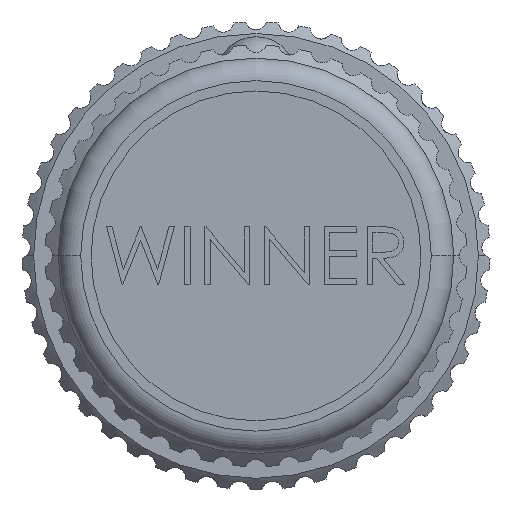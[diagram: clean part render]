
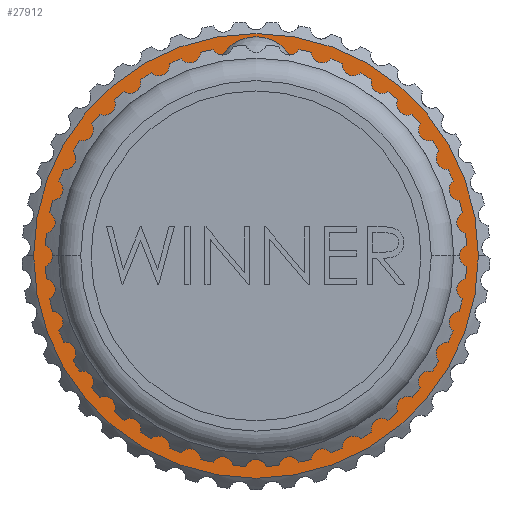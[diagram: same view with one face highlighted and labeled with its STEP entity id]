
A CAD part, left-side view. The second image highlights one B-rep face of the part: STEP entity #27912.
In plain terms, the highlighted planar face has unit normal (-1, 0, 0).
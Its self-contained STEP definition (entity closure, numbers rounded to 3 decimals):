
#38 = CARTESIAN_POINT ( 'NONE',  ( -7.9, 2.135, -3.976 ) ) ;
#726 = CARTESIAN_POINT ( 'NONE',  ( -7.9, 3.694, -2.8 ) ) ;
#1245 = CARTESIAN_POINT ( 'NONE',  ( -7.9, -3.144, 2.859 ) ) ;
#1338 = CARTESIAN_POINT ( 'NONE',  ( -7.9, -2.642, -3.281 ) ) ;
#1693 = CIRCLE ( 'NONE', #3238, 4.7 ) ;
#1801 = CARTESIAN_POINT ( 'NONE',  ( -7.9, -1.237, 4.22 ) ) ;
#1896 = CARTESIAN_POINT ( 'NONE',  ( -7.9, -2.482, 3.519 ) ) ;
#1910 = EDGE_CURVE ( 'NONE', #11891, #22153, #17118, .T. ) ;
#1983 = CARTESIAN_POINT ( 'NONE',  ( -7.9, 3.319, 3.328 ) ) ;
#2132 = CARTESIAN_POINT ( 'NONE',  ( -7.9, 2.863, -3.554 ) ) ;
#2226 = CARTESIAN_POINT ( 'NONE',  ( -7.9, 2.389, -3.848 ) ) ;
#2379 = CARTESIAN_POINT ( 'NONE',  ( -7.9, -2.897, 3.122 ) ) ;
#2629 = CARTESIAN_POINT ( 'NONE',  ( -7.9, 3.503, -3.007 ) ) ;
#3204 = PLANE ( 'NONE',  #11831 ) ;
#3238 = AXIS2_PLACEMENT_3D ( 'NONE', #20854, #20763, #5865 ) ;
#3560 = AXIS2_PLACEMENT_3D ( 'NONE', #4328, #17038, #21288 ) ;
#3775 = CARTESIAN_POINT ( 'NONE',  ( -7.9, -3.365, -2.493 ) ) ;
#3955 = CARTESIAN_POINT ( 'NONE',  ( -7.9, -0.407, 4.437 ) ) ;
#4048 = CARTESIAN_POINT ( 'NONE',  ( -7.9, -2.015, 3.846 ) ) ;
#4232 = CARTESIAN_POINT ( 'NONE',  ( -7.9, -1.761, 3.988 ) ) ;
#4328 = CARTESIAN_POINT ( 'NONE',  ( -7.9, 0., 0. ) ) ;
#4880 = CARTESIAN_POINT ( 'NONE',  ( -7.9, 4.312, -1.869 ) ) ;
#5704 = EDGE_LOOP ( 'NONE', ( #10516, #22579 ) ) ;
#5865 = DIRECTION ( 'NONE',  ( 0., 0., -1. ) ) ;
#6119 = CARTESIAN_POINT ( 'NONE',  ( -7.9, 2.377, 3.984 ) ) ;
#6214 = CARTESIAN_POINT ( 'NONE',  ( -7.9, -0.966, 4.309 ) ) ;
#6311 = CARTESIAN_POINT ( 'NONE',  ( -7.9, 2.116, 4.11 ) ) ;
#6353 = CARTESIAN_POINT ( 'NONE',  ( -7.9, 1.343, -4.254 ) ) ;
#6949 = CARTESIAN_POINT ( 'NONE',  ( -7.9, 3.086, -3.386 ) ) ;
#7467 = EDGE_CURVE ( 'NONE', #25569, #22920, #9180, .T. ) ;
#7493 = EDGE_LOOP ( 'NONE', ( #12823, #9337, #12599, #15563, #20674 ) ) ;
#7791 = DIRECTION ( 'NONE',  ( -1., 0., 0. ) ) ;
#7816 = CARTESIAN_POINT ( 'NONE',  ( -7.9, -2.058, -3.703 ) ) ;
#7909 = CARTESIAN_POINT ( 'NONE',  ( -7.9, -1.408, -4.019 ) ) ;
#7950 = CARTESIAN_POINT ( 'NONE',  ( -7.9, 4.7, 0. ) ) ;
#8055 = CARTESIAN_POINT ( 'NONE',  ( -7.9, 0., 0. ) ) ;
#8357 = CARTESIAN_POINT ( 'NONE',  ( -7.9, 2.87, 3.688 ) ) ;
#8550 = CARTESIAN_POINT ( 'NONE',  ( -7.9, 0.735, 4.473 ) ) ;
#8693 = CARTESIAN_POINT ( 'NONE',  ( -7.9, 0.509, -4.374 ) ) ;
#8930 = FACE_OUTER_BOUND ( 'NONE', #5704, .T. ) ;
#9095 = CIRCLE ( 'NONE', #16633, 15.3 ) ;
#9180 = B_SPLINE_CURVE_WITH_KNOTS ( 'NONE', 3,
 ( #4880, #11457, #13621, #726, #2629, #6949, #2132, #2226, #38, #19465, #6353, #27819, #8693, #19180, #17198, #25843, #17487, #17389 ),
 .UNSPECIFIED., .F., .F.,
 ( 4, 2, 2, 2, 2, 2, 2, 2, 4 ),
 ( 0., 0.001, 0.002, 0.003, 0.003, 0.004, 0.005, 0.006, 0.007 ),
 .UNSPECIFIED. ) ;
#9206 = CARTESIAN_POINT ( 'NONE',  ( -7.9, 3.319, 3.328 ) ) ;
#9337 = ORIENTED_EDGE ( 'NONE', *, *, #23087, .T. ) ;
#10072 = CARTESIAN_POINT ( 'NONE',  ( -7.9, -1.74, -3.877 ) ) ;
#10224 = DIRECTION ( 'NONE',  ( -1., 0., 0. ) ) ;
#10516 = ORIENTED_EDGE ( 'NONE', *, *, #22052, .T. ) ;
#10534 = CARTESIAN_POINT ( 'NONE',  ( -7.9, 3.102, 3.519 ) ) ;
#10700 = CARTESIAN_POINT ( 'NONE',  ( -7.9, -15.3, 0. ) ) ;
#11457 = CARTESIAN_POINT ( 'NONE',  ( -7.9, 4.183, -2.121 ) ) ;
#11464 = VERTEX_POINT ( 'NONE', #11699 ) ;
#11699 = CARTESIAN_POINT ( 'NONE',  ( -7.9, 15.3, 0. ) ) ;
#11766 = EDGE_CURVE ( 'NONE', #22920, #11891, #22814, .T. ) ;
#11831 = AXIS2_PLACEMENT_3D ( 'NONE', #12119, #7791, #22782 ) ;
#11891 = VERTEX_POINT ( 'NONE', #2379 ) ;
#11959 = CARTESIAN_POINT ( 'NONE',  ( -7.9, -3.565, -2.188 ) ) ;
#12119 = CARTESIAN_POINT ( 'NONE',  ( -7.9, 5.05, 0. ) ) ;
#12323 = CARTESIAN_POINT ( 'NONE',  ( -7.9, -4.141, 0.58 ) ) ;
#12599 = ORIENTED_EDGE ( 'NONE', *, *, #17973, .T. ) ;
#12823 = ORIENTED_EDGE ( 'NONE', *, *, #7467, .F. ) ;
#13510 = VERTEX_POINT ( 'NONE', #7950 ) ;
#13621 = CARTESIAN_POINT ( 'NONE',  ( -7.9, 4.034, -2.357 ) ) ;
#14133 = CARTESIAN_POINT ( 'NONE',  ( -7.9, -4.173, -0.14 ) ) ;
#14421 = CARTESIAN_POINT ( 'NONE',  ( -7.9, -3.881, -1.541 ) ) ;
#14502 = CARTESIAN_POINT ( 'NONE',  ( -7.9, -3.997, -1.2 ) ) ;
#15563 = ORIENTED_EDGE ( 'NONE', *, *, #1910, .F. ) ;
#15648 = CIRCLE ( 'NONE', #26257, 4.7 ) ;
#15792 = EDGE_CURVE ( 'NONE', #20796, #11464, #9095, .T. ) ;
#16633 = AXIS2_PLACEMENT_3D ( 'NONE', #8055, #10224, #25018 ) ;
#17038 = DIRECTION ( 'NONE',  ( -1., 0., 0. ) ) ;
#17049 = CARTESIAN_POINT ( 'NONE',  ( -7.9, 1.305, 4.38 ) ) ;
#17118 = B_SPLINE_CURVE_WITH_KNOTS ( 'NONE', 3,
 ( #27961, #17150, #1896, #4048, #4232, #1801, #6214, #3955, #21298, #21388, #8550, #17049, #21580, #6311, #6119, #8357, #10534, #1983 ),
 .UNSPECIFIED., .F., .F.,
 ( 4, 2, 2, 2, 2, 2, 2, 2, 4 ),
 ( 0., 0.001, 0.002, 0.003, 0.003, 0.004, 0.005, 0.006, 0.007 ),
 .UNSPECIFIED. ) ;
#17150 = CARTESIAN_POINT ( 'NONE',  ( -7.9, -2.699, 3.332 ) ) ;
#17198 = CARTESIAN_POINT ( 'NONE',  ( -7.9, -0.328, -4.333 ) ) ;
#17389 = CARTESIAN_POINT ( 'NONE',  ( -7.9, -1.408, -4.019 ) ) ;
#17487 = CARTESIAN_POINT ( 'NONE',  ( -7.9, -1.148, -4.13 ) ) ;
#17973 = EDGE_CURVE ( 'NONE', #13510, #22153, #15648, .T. ) ;
#18473 = CARTESIAN_POINT ( 'NONE',  ( -7.9, -3.364, 2.571 ) ) ;
#18666 = CARTESIAN_POINT ( 'NONE',  ( -7.9, -4.143, -0.503 ) ) ;
#18848 = CARTESIAN_POINT ( 'NONE',  ( -7.9, -2.897, 3.122 ) ) ;
#18878 = DIRECTION ( 'NONE',  ( 0., 0., -1. ) ) ;
#18917 = CIRCLE ( 'NONE', #3560, 15.3 ) ;
#19063 = CARTESIAN_POINT ( 'NONE',  ( -7.9, 0., 0. ) ) ;
#19180 = CARTESIAN_POINT ( 'NONE',  ( -7.9, -0.051, -4.365 ) ) ;
#19465 = CARTESIAN_POINT ( 'NONE',  ( -7.9, 1.611, -4.179 ) ) ;
#20674 = ORIENTED_EDGE ( 'NONE', *, *, #11766, .F. ) ;
#20763 = DIRECTION ( 'NONE',  ( 1., 0., 0. ) ) ;
#20796 = VERTEX_POINT ( 'NONE', #10700 ) ;
#20854 = CARTESIAN_POINT ( 'NONE',  ( -7.9, 0., 0. ) ) ;
#21288 = DIRECTION ( 'NONE',  ( 0., -1., 0. ) ) ;
#21298 = CARTESIAN_POINT ( 'NONE',  ( -7.9, -0.119, 4.473 ) ) ;
#21388 = CARTESIAN_POINT ( 'NONE',  ( -7.9, 0.45, 4.491 ) ) ;
#21580 = CARTESIAN_POINT ( 'NONE',  ( -7.9, 1.582, 4.307 ) ) ;
#22052 = EDGE_CURVE ( 'NONE', #11464, #20796, #18917, .T. ) ;
#22153 = VERTEX_POINT ( 'NONE', #9206 ) ;
#22579 = ORIENTED_EDGE ( 'NONE', *, *, #15792, .T. ) ;
#22782 = DIRECTION ( 'NONE',  ( 0., 1., 0. ) ) ;
#22814 = B_SPLINE_CURVE_WITH_KNOTS ( 'NONE', 3,
 ( #7909, #10072, #7816, #1338, #25235, #3775, #11959, #14421, #14502, #18666, #14133, #12323, #27405, #22901, #27034, #18473, #1245, #18848 ),
 .UNSPECIFIED., .F., .F.,
 ( 4, 2, 2, 2, 2, 2, 2, 2, 4 ),
 ( 0., 0.001, 0.002, 0.003, 0.004, 0.005, 0.006, 0.008, 0.009 ),
 .UNSPECIFIED. ) ;
#22901 = CARTESIAN_POINT ( 'NONE',  ( -7.9, -3.875, 1.618 ) ) ;
#22920 = VERTEX_POINT ( 'NONE', #24145 ) ;
#23087 = EDGE_CURVE ( 'NONE', #25569, #13510, #1693, .T. ) ;
#23384 = DIRECTION ( 'NONE',  ( 1., 0., 0. ) ) ;
#23764 = FACE_BOUND ( 'NONE', #7493, .T. ) ;
#24145 = CARTESIAN_POINT ( 'NONE',  ( -7.9, -1.408, -4.019 ) ) ;
#25018 = DIRECTION ( 'NONE',  ( 0., -1., 0. ) ) ;
#25235 = CARTESIAN_POINT ( 'NONE',  ( -7.9, -2.905, -3.037 ) ) ;
#25569 = VERTEX_POINT ( 'NONE', #26556 ) ;
#25843 = CARTESIAN_POINT ( 'NONE',  ( -7.9, -0.877, -4.216 ) ) ;
#26257 = AXIS2_PLACEMENT_3D ( 'NONE', #19063, #23384, #18878 ) ;
#26556 = CARTESIAN_POINT ( 'NONE',  ( -7.9, 4.312, -1.869 ) ) ;
#27034 = CARTESIAN_POINT ( 'NONE',  ( -7.9, -3.729, 1.951 ) ) ;
#27405 = CARTESIAN_POINT ( 'NONE',  ( -7.9, -4.08, 0.935 ) ) ;
#27819 = CARTESIAN_POINT ( 'NONE',  ( -7.9, 0.793, -4.352 ) ) ;
#27912 = ADVANCED_FACE ( 'NONE', ( #8930, #23764 ), #3204, .T. ) ;
#27961 = CARTESIAN_POINT ( 'NONE',  ( -7.9, -2.897, 3.122 ) ) ;
